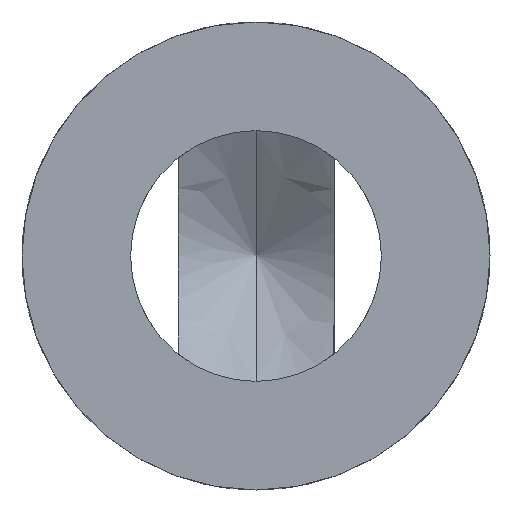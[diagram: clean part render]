
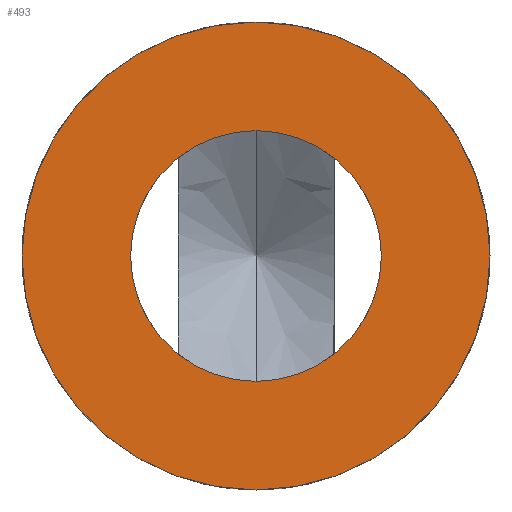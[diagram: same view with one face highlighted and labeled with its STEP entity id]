
A CAD part, left-side view. The second image highlights one B-rep face of the part: STEP entity #493.
In plain terms, the highlighted planar face has unit normal (-1, 0, 0).
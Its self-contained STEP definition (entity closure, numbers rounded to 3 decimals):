
#26=CARTESIAN_POINT('',(0.,0.,0.));
#27=DIRECTION('',(1.,0.,0.));
#28=DIRECTION('',(0.,0.,1.));
#29=AXIS2_PLACEMENT_3D('',#26,#27,#28);
#31=CARTESIAN_POINT('',(0.,0.,0.));
#32=DIRECTION('',(1.,0.,0.));
#33=DIRECTION('',(0.,0.,-1.));
#34=AXIS2_PLACEMENT_3D('',#31,#32,#33);
#36=CARTESIAN_POINT('',(0.,0.,0.));
#37=DIRECTION('',(-1.,0.,0.));
#38=DIRECTION('',(0.,0.,-1.));
#39=AXIS2_PLACEMENT_3D('',#36,#37,#38);
#41=CARTESIAN_POINT('',(0.,0.,0.));
#42=DIRECTION('',(-1.,0.,0.));
#43=DIRECTION('',(0.,0.,1.));
#44=AXIS2_PLACEMENT_3D('',#41,#42,#43);
#368=CARTESIAN_POINT('',(0.,0.,-4.763));
#369=CARTESIAN_POINT('',(0.,0.,4.763));
#370=VERTEX_POINT('',#368);
#371=VERTEX_POINT('',#369);
#384=CARTESIAN_POINT('',(0.,0.,-2.553));
#385=CARTESIAN_POINT('',(0.,0.,2.553));
#386=VERTEX_POINT('',#384);
#387=VERTEX_POINT('',#385);
#477=CARTESIAN_POINT('',(0.,0.,0.));
#478=DIRECTION('',(1.,0.,0.));
#479=DIRECTION('',(0.,0.,-1.));
#480=AXIS2_PLACEMENT_3D('',#477,#478,#479);
#481=PLANE('',#480);
#483=ORIENTED_EDGE('',*,*,#482,.T.);
#484=ORIENTED_EDGE('',*,*,#458,.T.);
#485=EDGE_LOOP('',(#483,#484));
#486=FACE_OUTER_BOUND('',#485,.F.);
#488=ORIENTED_EDGE('',*,*,#487,.T.);
#490=ORIENTED_EDGE('',*,*,#489,.T.);
#491=EDGE_LOOP('',(#488,#490));
#492=FACE_BOUND('',#491,.F.);
#493=ADVANCED_FACE('',(#486,#492),#481,.F.);
#30=CIRCLE('',#29,4.763);
#35=CIRCLE('',#34,4.763);
#40=CIRCLE('',#39,2.553);
#45=CIRCLE('',#44,2.553);
#458=EDGE_CURVE('',#370,#371,#35,.T.);
#482=EDGE_CURVE('',#371,#370,#30,.T.);
#487=EDGE_CURVE('',#386,#387,#40,.T.);
#489=EDGE_CURVE('',#387,#386,#45,.T.);
